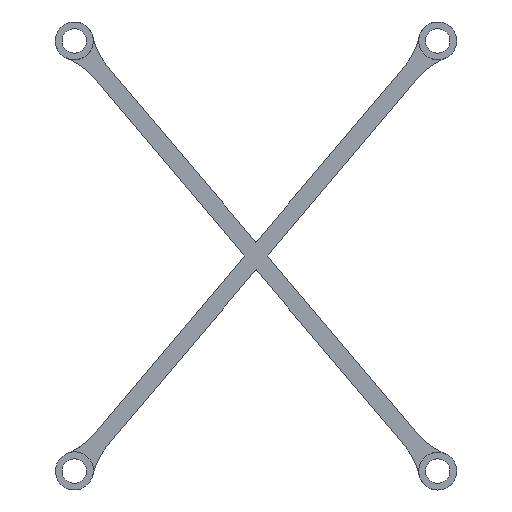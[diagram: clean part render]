
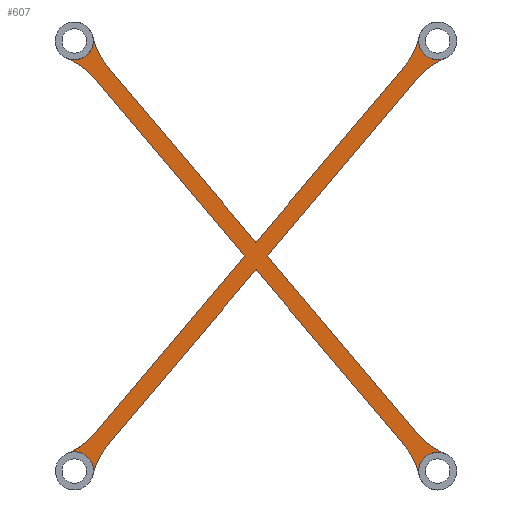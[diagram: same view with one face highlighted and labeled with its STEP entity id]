
A CAD part, left-side view. The second image highlights one B-rep face of the part: STEP entity #607.
In plain terms, the highlighted planar face has unit normal (-1, 0, 0).
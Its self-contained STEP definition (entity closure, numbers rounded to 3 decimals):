
#22=PLANE('',#656);
#38=FACE_OUTER_BOUND('',#69,.T.);
#69=EDGE_LOOP('',(#391,#392,#393,#394,#395,#396,#397,#398,#399,#400,#401,
#402,#403,#404,#405,#406,#407,#408,#409,#410,#411));
#110=LINE('',#938,#155);
#111=LINE('',#940,#156);
#112=LINE('',#950,#157);
#113=LINE('',#952,#158);
#114=LINE('',#960,#159);
#115=LINE('',#962,#160);
#116=LINE('',#970,#161);
#117=LINE('',#971,#162);
#155=VECTOR('',#745,1000.);
#156=VECTOR('',#746,1000.);
#157=VECTOR('',#755,1000.);
#158=VECTOR('',#756,1000.);
#159=VECTOR('',#763,1000.);
#160=VECTOR('',#764,1000.);
#161=VECTOR('',#771,1000.);
#162=VECTOR('',#772,1000.);
#196=CIRCLE('',#651,10.);
#198=CIRCLE('',#654,10.);
#200=CIRCLE('',#657,2.55);
#201=CIRCLE('',#658,10.);
#202=CIRCLE('',#659,2.55);
#203=CIRCLE('',#660,2.55);
#204=CIRCLE('',#661,10.);
#205=CIRCLE('',#662,10.);
#206=CIRCLE('',#663,2.604);
#207=CIRCLE('',#664,10.);
#208=CIRCLE('',#665,10.);
#209=CIRCLE('',#666,2.55);
#210=CIRCLE('',#667,10.);
#238=VERTEX_POINT('',#918);
#239=VERTEX_POINT('',#919);
#242=VERTEX_POINT('',#927);
#243=VERTEX_POINT('',#928);
#246=VERTEX_POINT('',#937);
#247=VERTEX_POINT('',#939);
#248=VERTEX_POINT('',#941);
#249=VERTEX_POINT('',#943);
#250=VERTEX_POINT('',#945);
#251=VERTEX_POINT('',#947);
#252=VERTEX_POINT('',#949);
#253=VERTEX_POINT('',#951);
#254=VERTEX_POINT('',#953);
#255=VERTEX_POINT('',#955);
#256=VERTEX_POINT('',#957);
#257=VERTEX_POINT('',#959);
#258=VERTEX_POINT('',#961);
#259=VERTEX_POINT('',#963);
#260=VERTEX_POINT('',#965);
#261=VERTEX_POINT('',#967);
#262=VERTEX_POINT('',#969);
#296=EDGE_CURVE('',#238,#239,#196,.T.);
#300=EDGE_CURVE('',#242,#243,#198,.T.);
#304=EDGE_CURVE('',#239,#242,#200,.T.);
#305=EDGE_CURVE('',#238,#246,#110,.T.);
#306=EDGE_CURVE('',#246,#247,#111,.T.);
#307=EDGE_CURVE('',#247,#248,#201,.T.);
#308=EDGE_CURVE('',#249,#248,#202,.T.);
#309=EDGE_CURVE('',#250,#249,#203,.T.);
#310=EDGE_CURVE('',#250,#251,#204,.T.);
#311=EDGE_CURVE('',#251,#252,#112,.T.);
#312=EDGE_CURVE('',#252,#253,#113,.T.);
#313=EDGE_CURVE('',#254,#253,#205,.T.);
#314=EDGE_CURVE('',#255,#254,#206,.T.);
#315=EDGE_CURVE('',#256,#255,#207,.T.);
#316=EDGE_CURVE('',#256,#257,#114,.T.);
#317=EDGE_CURVE('',#257,#258,#115,.T.);
#318=EDGE_CURVE('',#258,#259,#208,.T.);
#319=EDGE_CURVE('',#260,#259,#209,.T.);
#320=EDGE_CURVE('',#260,#261,#210,.T.);
#321=EDGE_CURVE('',#261,#262,#116,.T.);
#322=EDGE_CURVE('',#262,#243,#117,.T.);
#391=ORIENTED_EDGE('',*,*,#304,.F.);
#392=ORIENTED_EDGE('',*,*,#296,.F.);
#393=ORIENTED_EDGE('',*,*,#305,.T.);
#394=ORIENTED_EDGE('',*,*,#306,.T.);
#395=ORIENTED_EDGE('',*,*,#307,.T.);
#396=ORIENTED_EDGE('',*,*,#308,.F.);
#397=ORIENTED_EDGE('',*,*,#309,.F.);
#398=ORIENTED_EDGE('',*,*,#310,.T.);
#399=ORIENTED_EDGE('',*,*,#311,.T.);
#400=ORIENTED_EDGE('',*,*,#312,.T.);
#401=ORIENTED_EDGE('',*,*,#313,.F.);
#402=ORIENTED_EDGE('',*,*,#314,.F.);
#403=ORIENTED_EDGE('',*,*,#315,.F.);
#404=ORIENTED_EDGE('',*,*,#316,.T.);
#405=ORIENTED_EDGE('',*,*,#317,.T.);
#406=ORIENTED_EDGE('',*,*,#318,.T.);
#407=ORIENTED_EDGE('',*,*,#319,.F.);
#408=ORIENTED_EDGE('',*,*,#320,.T.);
#409=ORIENTED_EDGE('',*,*,#321,.T.);
#410=ORIENTED_EDGE('',*,*,#322,.T.);
#411=ORIENTED_EDGE('',*,*,#300,.F.);
#607=ADVANCED_FACE('',(#38),#22,.T.);
#651=AXIS2_PLACEMENT_3D('',#920,#727,#728);
#654=AXIS2_PLACEMENT_3D('',#929,#735,#736);
#656=AXIS2_PLACEMENT_3D('',#935,#741,#742);
#657=AXIS2_PLACEMENT_3D('',#936,#743,#744);
#658=AXIS2_PLACEMENT_3D('',#942,#747,#748);
#659=AXIS2_PLACEMENT_3D('',#944,#749,#750);
#660=AXIS2_PLACEMENT_3D('',#946,#751,#752);
#661=AXIS2_PLACEMENT_3D('',#948,#753,#754);
#662=AXIS2_PLACEMENT_3D('',#954,#757,#758);
#663=AXIS2_PLACEMENT_3D('',#956,#759,#760);
#664=AXIS2_PLACEMENT_3D('',#958,#761,#762);
#665=AXIS2_PLACEMENT_3D('',#964,#765,#766);
#666=AXIS2_PLACEMENT_3D('',#966,#767,#768);
#667=AXIS2_PLACEMENT_3D('',#968,#769,#770);
#727=DIRECTION('center_axis',(-1.,0.,0.));
#728=DIRECTION('ref_axis',(0.,1.,0.));
#735=DIRECTION('center_axis',(-1.,0.,0.));
#736=DIRECTION('ref_axis',(0.,1.,0.));
#741=DIRECTION('center_axis',(-1.,0.,0.));
#742=DIRECTION('ref_axis',(0.,0.,1.));
#743=DIRECTION('center_axis',(-1.,0.,0.));
#744=DIRECTION('ref_axis',(0.,0.,1.));
#745=DIRECTION('',(0.,0.645,-0.764));
#746=DIRECTION('',(0.,0.645,0.764));
#747=DIRECTION('center_axis',(1.,0.,0.));
#748=DIRECTION('ref_axis',(0.,-1.,0.));
#749=DIRECTION('center_axis',(-1.,0.,0.));
#750=DIRECTION('ref_axis',(0.,-1.,0.));
#751=DIRECTION('center_axis',(-1.,0.,0.));
#752=DIRECTION('ref_axis',(0.,-1.,0.));
#753=DIRECTION('center_axis',(1.,0.,0.));
#754=DIRECTION('ref_axis',(0.,-1.,0.));
#755=DIRECTION('',(0.,-0.645,-0.764));
#756=DIRECTION('',(0.,0.645,-0.764));
#757=DIRECTION('center_axis',(-1.,0.,0.));
#758=DIRECTION('ref_axis',(0.,1.,0.));
#759=DIRECTION('center_axis',(-1.,0.,0.));
#760=DIRECTION('ref_axis',(0.,0.,1.));
#761=DIRECTION('center_axis',(-1.,0.,0.));
#762=DIRECTION('ref_axis',(0.,1.,0.));
#763=DIRECTION('',(0.,-0.645,0.764));
#764=DIRECTION('',(0.,-0.645,-0.764));
#765=DIRECTION('center_axis',(1.,0.,0.));
#766=DIRECTION('ref_axis',(0.,-1.,0.));
#767=DIRECTION('center_axis',(-1.,0.,0.));
#768=DIRECTION('ref_axis',(0.,-1.,0.));
#769=DIRECTION('center_axis',(1.,0.,0.));
#770=DIRECTION('ref_axis',(0.,-1.,0.));
#771=DIRECTION('',(0.,0.645,0.764));
#772=DIRECTION('',(0.,-0.645,0.764));
#918=CARTESIAN_POINT('',(193.379,54.044,285.237));
#919=CARTESIAN_POINT('',(193.379,51.954,289.378));
#920=CARTESIAN_POINT('Origin',(193.379,61.683,291.691));
#927=CARTESIAN_POINT('',(193.379,48.477,286.441));
#928=CARTESIAN_POINT('',(193.379,52.21,283.688));
#929=CARTESIAN_POINT('Origin',(193.379,44.572,277.235));
#935=CARTESIAN_POINT('Origin',(193.379,50.278,287.759));
#936=CARTESIAN_POINT('Origin',(193.379,49.473,288.788));
#937=CARTESIAN_POINT('',(193.379,73.973,261.648));
#938=CARTESIAN_POINT('',(193.379,51.842,287.844));
#939=CARTESIAN_POINT('',(193.379,93.902,285.237));
#940=CARTESIAN_POINT('',(193.379,73.973,261.648));
#941=CARTESIAN_POINT('',(193.379,95.992,289.378));
#942=CARTESIAN_POINT('Origin',(193.379,86.263,291.691));
#943=CARTESIAN_POINT('',(193.379,95.923,288.788));
#944=CARTESIAN_POINT('Origin',(193.379,98.473,288.788));
#945=CARTESIAN_POINT('',(193.379,99.469,286.441));
#946=CARTESIAN_POINT('Origin',(193.379,98.473,288.788));
#947=CARTESIAN_POINT('',(193.379,95.735,283.688));
#948=CARTESIAN_POINT('Origin',(193.379,103.374,277.235));
#949=CARTESIAN_POINT('',(193.379,75.544,259.788));
#950=CARTESIAN_POINT('',(193.379,97.937,286.295));
#951=CARTESIAN_POINT('',(193.379,95.735,235.888));
#952=CARTESIAN_POINT('',(193.379,75.544,259.788));
#953=CARTESIAN_POINT('',(193.379,99.04,233.329));
#954=CARTESIAN_POINT('Origin',(193.379,103.374,242.342));
#955=CARTESIAN_POINT('',(193.379,95.872,230.653));
#956=CARTESIAN_POINT('Origin',(193.379,98.473,230.788));
#957=CARTESIAN_POINT('',(193.379,93.902,234.339));
#958=CARTESIAN_POINT('Origin',(193.379,86.263,227.886));
#959=CARTESIAN_POINT('',(193.379,73.973,257.929));
#960=CARTESIAN_POINT('',(193.379,96.104,231.732));
#961=CARTESIAN_POINT('',(193.379,54.044,234.339));
#962=CARTESIAN_POINT('',(193.379,73.973,257.929));
#963=CARTESIAN_POINT('',(193.379,51.954,230.198));
#964=CARTESIAN_POINT('Origin',(193.379,61.683,227.886));
#965=CARTESIAN_POINT('',(193.379,48.477,233.136));
#966=CARTESIAN_POINT('Origin',(193.379,49.473,230.788));
#967=CARTESIAN_POINT('',(193.379,52.21,235.888));
#968=CARTESIAN_POINT('Origin',(193.379,44.572,242.342));
#969=CARTESIAN_POINT('',(193.379,72.402,259.788));
#970=CARTESIAN_POINT('',(193.379,50.008,233.281));
#971=CARTESIAN_POINT('',(193.379,72.402,259.788));
